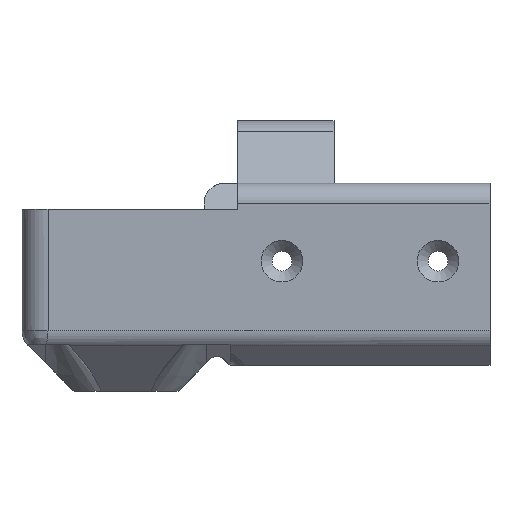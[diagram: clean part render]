
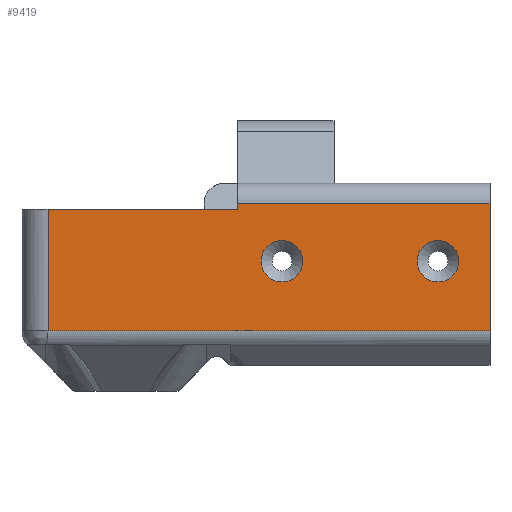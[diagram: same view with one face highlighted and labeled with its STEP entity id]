
A CAD part, left-side view. The second image highlights one B-rep face of the part: STEP entity #9419.
In plain terms, the highlighted planar face has unit normal (-1, 0, 0).
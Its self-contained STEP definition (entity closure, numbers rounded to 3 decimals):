
#72 = PLANE('',#73);
#73 = AXIS2_PLACEMENT_3D('',#74,#75,#76);
#74 = CARTESIAN_POINT('',(0.924,-1.933,0.));
#75 = DIRECTION('',(0.,0.,1.));
#76 = DIRECTION('',(1.,0.,0.));
#1168 = PLANE('',#1169);
#1169 = AXIS2_PLACEMENT_3D('',#1170,#1171,#1172);
#1170 = CARTESIAN_POINT('',(-7.393,-70.,-11.27));
#1171 = DIRECTION('',(0.,-1.,0.));
#1172 = DIRECTION('',(0.,0.,1.));
#1219 = PLANE('',#1220);
#1220 = AXIS2_PLACEMENT_3D('',#1221,#1222,#1223);
#1221 = CARTESIAN_POINT('',(4.422,-21.5,5.698));
#1222 = DIRECTION('',(0.,1.,0.));
#1223 = DIRECTION('',(0.,0.,-1.));
#1867 = VERTEX_POINT('',#1868);
#1868 = CARTESIAN_POINT('',(-20.,-21.5,0.));
#1889 = EDGE_CURVE('',#1890,#1867,#1892,.T.);
#1890 = VERTEX_POINT('',#1891);
#1891 = CARTESIAN_POINT('',(-20.,15.,0.));
#1892 = SURFACE_CURVE('',#1893,(#1897,#1904),.PCURVE_S1.);
#1893 = LINE('',#1894,#1895);
#1894 = CARTESIAN_POINT('',(-20.,20.,0.));
#1895 = VECTOR('',#1896,1.);
#1896 = DIRECTION('',(-0.,-1.,-0.));
#1897 = PCURVE('',#72,#1898);
#1898 = DEFINITIONAL_REPRESENTATION('',(#1899),#1903);
#1899 = LINE('',#1900,#1901);
#1900 = CARTESIAN_POINT('',(-20.924,21.933));
#1901 = VECTOR('',#1902,1.);
#1902 = DIRECTION('',(-0.,-1.));
#1903 = ( GEOMETRIC_REPRESENTATION_CONTEXT(2) 
PARAMETRIC_REPRESENTATION_CONTEXT() REPRESENTATION_CONTEXT('2D SPACE',''
  ) );
#1904 = PCURVE('',#1905,#1910);
#1905 = PLANE('',#1906);
#1906 = AXIS2_PLACEMENT_3D('',#1907,#1908,#1909);
#1907 = CARTESIAN_POINT('',(-20.,-25.151,-12.151));
#1908 = DIRECTION('',(-1.,-0.,-0.));
#1909 = DIRECTION('',(0.,0.,-1.));
#1910 = DEFINITIONAL_REPRESENTATION('',(#1911),#1915);
#1911 = LINE('',#1912,#1913);
#1912 = CARTESIAN_POINT('',(-12.151,-45.151));
#1913 = VECTOR('',#1914,1.);
#1914 = DIRECTION('',(-0.,1.));
#1915 = ( GEOMETRIC_REPRESENTATION_CONTEXT(2) 
PARAMETRIC_REPRESENTATION_CONTEXT() REPRESENTATION_CONTEXT('2D SPACE',''
  ) );
#1934 = CYLINDRICAL_SURFACE('',#1935,5.);
#1935 = AXIS2_PLACEMENT_3D('',#1936,#1937,#1938);
#1936 = CARTESIAN_POINT('',(-15.,15.,0.));
#1937 = DIRECTION('',(0.,0.,-1.));
#1938 = DIRECTION('',(0.,1.,0.));
#5756 = VERTEX_POINT('',#5757);
#5757 = CARTESIAN_POINT('',(-20.,-21.5,1.));
#5776 = CYLINDRICAL_SURFACE('',#5777,4.);
#5777 = AXIS2_PLACEMENT_3D('',#5778,#5779,#5780);
#5778 = CARTESIAN_POINT('',(-16.,-70.,1.));
#5779 = DIRECTION('',(0.,1.,0.));
#5780 = DIRECTION('',(0.,0.,1.));
#5788 = EDGE_CURVE('',#1867,#5756,#5789,.T.);
#5789 = SURFACE_CURVE('',#5790,(#5794,#5801),.PCURVE_S1.);
#5790 = LINE('',#5791,#5792);
#5791 = CARTESIAN_POINT('',(-20.,-21.5,-6.075));
#5792 = VECTOR('',#5793,1.);
#5793 = DIRECTION('',(0.,0.,1.));
#5794 = PCURVE('',#1219,#5795);
#5795 = DEFINITIONAL_REPRESENTATION('',(#5796),#5800);
#5796 = LINE('',#5797,#5798);
#5797 = CARTESIAN_POINT('',(11.774,24.422));
#5798 = VECTOR('',#5799,1.);
#5799 = DIRECTION('',(-1.,0.));
#5800 = ( GEOMETRIC_REPRESENTATION_CONTEXT(2) 
PARAMETRIC_REPRESENTATION_CONTEXT() REPRESENTATION_CONTEXT('2D SPACE',''
  ) );
#5801 = PCURVE('',#1905,#5802);
#5802 = DEFINITIONAL_REPRESENTATION('',(#5803),#5807);
#5803 = LINE('',#5804,#5805);
#5804 = CARTESIAN_POINT('',(-6.075,-3.651));
#5805 = VECTOR('',#5806,1.);
#5806 = DIRECTION('',(-1.,-0.));
#5807 = ( GEOMETRIC_REPRESENTATION_CONTEXT(2) 
PARAMETRIC_REPRESENTATION_CONTEXT() REPRESENTATION_CONTEXT('2D SPACE',''
  ) );
#6752 = VERTEX_POINT('',#6753);
#6753 = CARTESIAN_POINT('',(-20.,-70.,-23.343));
#6768 = CYLINDRICAL_SURFACE('',#6769,4.);
#6769 = AXIS2_PLACEMENT_3D('',#6770,#6771,#6772);
#6770 = CARTESIAN_POINT('',(-16.,-70.,-23.343));
#6771 = DIRECTION('',(0.,1.,0.));
#6772 = DIRECTION('',(-1.,-0.,-0.));
#6780 = EDGE_CURVE('',#6752,#6781,#6783,.T.);
#6781 = VERTEX_POINT('',#6782);
#6782 = CARTESIAN_POINT('',(-20.,-70.,1.));
#6783 = SURFACE_CURVE('',#6784,(#6788,#6795),.PCURVE_S1.);
#6784 = LINE('',#6785,#6786);
#6785 = CARTESIAN_POINT('',(-20.,-70.,-25.));
#6786 = VECTOR('',#6787,1.);
#6787 = DIRECTION('',(0.,0.,1.));
#6788 = PCURVE('',#1168,#6789);
#6789 = DEFINITIONAL_REPRESENTATION('',(#6790),#6794);
#6790 = LINE('',#6791,#6792);
#6791 = CARTESIAN_POINT('',(-13.73,12.607));
#6792 = VECTOR('',#6793,1.);
#6793 = DIRECTION('',(1.,-0.));
#6794 = ( GEOMETRIC_REPRESENTATION_CONTEXT(2) 
PARAMETRIC_REPRESENTATION_CONTEXT() REPRESENTATION_CONTEXT('2D SPACE',''
  ) );
#6795 = PCURVE('',#1905,#6796);
#6796 = DEFINITIONAL_REPRESENTATION('',(#6797),#6801);
#6797 = LINE('',#6798,#6799);
#6798 = CARTESIAN_POINT('',(12.849,44.849));
#6799 = VECTOR('',#6800,1.);
#6800 = DIRECTION('',(-1.,-0.));
#6801 = ( GEOMETRIC_REPRESENTATION_CONTEXT(2) 
PARAMETRIC_REPRESENTATION_CONTEXT() REPRESENTATION_CONTEXT('2D SPACE',''
  ) );
#9106 = EDGE_CURVE('',#1890,#9107,#9109,.T.);
#9107 = VERTEX_POINT('',#9108);
#9108 = CARTESIAN_POINT('',(-20.,15.,-23.343));
#9109 = SURFACE_CURVE('',#9110,(#9114,#9121),.PCURVE_S1.);
#9110 = LINE('',#9111,#9112);
#9111 = CARTESIAN_POINT('',(-20.,15.,0.));
#9112 = VECTOR('',#9113,1.);
#9113 = DIRECTION('',(0.,0.,-1.));
#9114 = PCURVE('',#1934,#9115);
#9115 = DEFINITIONAL_REPRESENTATION('',(#9116),#9120);
#9116 = LINE('',#9117,#9118);
#9117 = CARTESIAN_POINT('',(-1.571,0.));
#9118 = VECTOR('',#9119,1.);
#9119 = DIRECTION('',(-0.,1.));
#9120 = ( GEOMETRIC_REPRESENTATION_CONTEXT(2) 
PARAMETRIC_REPRESENTATION_CONTEXT() REPRESENTATION_CONTEXT('2D SPACE',''
  ) );
#9121 = PCURVE('',#1905,#9122);
#9122 = DEFINITIONAL_REPRESENTATION('',(#9123),#9127);
#9123 = LINE('',#9124,#9125);
#9124 = CARTESIAN_POINT('',(-12.151,-40.151));
#9125 = VECTOR('',#9126,1.);
#9126 = DIRECTION('',(1.,-0.));
#9127 = ( GEOMETRIC_REPRESENTATION_CONTEXT(2) 
PARAMETRIC_REPRESENTATION_CONTEXT() REPRESENTATION_CONTEXT('2D SPACE',''
  ) );
#9419 = ADVANCED_FACE('',(#9420,#9468,#9499),#1905,.T.);
#9420 = FACE_BOUND('',#9421,.F.);
#9421 = EDGE_LOOP('',(#9422,#9423,#9424,#9425,#9446,#9447));
#9422 = ORIENTED_EDGE('',*,*,#9106,.F.);
#9423 = ORIENTED_EDGE('',*,*,#1889,.T.);
#9424 = ORIENTED_EDGE('',*,*,#5788,.T.);
#9425 = ORIENTED_EDGE('',*,*,#9426,.F.);
#9426 = EDGE_CURVE('',#6781,#5756,#9427,.T.);
#9427 = SURFACE_CURVE('',#9428,(#9432,#9439),.PCURVE_S1.);
#9428 = LINE('',#9429,#9430);
#9429 = CARTESIAN_POINT('',(-20.,-70.,1.));
#9430 = VECTOR('',#9431,1.);
#9431 = DIRECTION('',(0.,1.,0.));
#9432 = PCURVE('',#1905,#9433);
#9433 = DEFINITIONAL_REPRESENTATION('',(#9434),#9438);
#9434 = LINE('',#9435,#9436);
#9435 = CARTESIAN_POINT('',(-13.151,44.849));
#9436 = VECTOR('',#9437,1.);
#9437 = DIRECTION('',(-0.,-1.));
#9438 = ( GEOMETRIC_REPRESENTATION_CONTEXT(2) 
PARAMETRIC_REPRESENTATION_CONTEXT() REPRESENTATION_CONTEXT('2D SPACE',''
  ) );
#9439 = PCURVE('',#5776,#9440);
#9440 = DEFINITIONAL_REPRESENTATION('',(#9441),#9445);
#9441 = LINE('',#9442,#9443);
#9442 = CARTESIAN_POINT('',(-1.571,0.));
#9443 = VECTOR('',#9444,1.);
#9444 = DIRECTION('',(-0.,1.));
#9445 = ( GEOMETRIC_REPRESENTATION_CONTEXT(2) 
PARAMETRIC_REPRESENTATION_CONTEXT() REPRESENTATION_CONTEXT('2D SPACE',''
  ) );
#9446 = ORIENTED_EDGE('',*,*,#6780,.F.);
#9447 = ORIENTED_EDGE('',*,*,#9448,.T.);
#9448 = EDGE_CURVE('',#6752,#9107,#9449,.T.);
#9449 = SURFACE_CURVE('',#9450,(#9454,#9461),.PCURVE_S1.);
#9450 = LINE('',#9451,#9452);
#9451 = CARTESIAN_POINT('',(-20.,-70.,-23.343));
#9452 = VECTOR('',#9453,1.);
#9453 = DIRECTION('',(0.,1.,0.));
#9454 = PCURVE('',#1905,#9455);
#9455 = DEFINITIONAL_REPRESENTATION('',(#9456),#9460);
#9456 = LINE('',#9457,#9458);
#9457 = CARTESIAN_POINT('',(11.192,44.849));
#9458 = VECTOR('',#9459,1.);
#9459 = DIRECTION('',(-0.,-1.));
#9460 = ( GEOMETRIC_REPRESENTATION_CONTEXT(2) 
PARAMETRIC_REPRESENTATION_CONTEXT() REPRESENTATION_CONTEXT('2D SPACE',''
  ) );
#9461 = PCURVE('',#6768,#9462);
#9462 = DEFINITIONAL_REPRESENTATION('',(#9463),#9467);
#9463 = LINE('',#9464,#9465);
#9464 = CARTESIAN_POINT('',(-0.,0.));
#9465 = VECTOR('',#9466,1.);
#9466 = DIRECTION('',(-0.,1.));
#9467 = ( GEOMETRIC_REPRESENTATION_CONTEXT(2) 
PARAMETRIC_REPRESENTATION_CONTEXT() REPRESENTATION_CONTEXT('2D SPACE',''
  ) );
#9468 = FACE_BOUND('',#9469,.F.);
#9469 = EDGE_LOOP('',(#9470));
#9470 = ORIENTED_EDGE('',*,*,#9471,.T.);
#9471 = EDGE_CURVE('',#9472,#9472,#9474,.T.);
#9472 = VERTEX_POINT('',#9473);
#9473 = CARTESIAN_POINT('',(-20.,-64.,-10.));
#9474 = SURFACE_CURVE('',#9475,(#9480,#9487),.PCURVE_S1.);
#9475 = CIRCLE('',#9476,4.);
#9476 = AXIS2_PLACEMENT_3D('',#9477,#9478,#9479);
#9477 = CARTESIAN_POINT('',(-20.,-60.,-10.));
#9478 = DIRECTION('',(-1.,0.,0.));
#9479 = DIRECTION('',(0.,-1.,0.));
#9480 = PCURVE('',#1905,#9481);
#9481 = DEFINITIONAL_REPRESENTATION('',(#9482),#9486);
#9482 = CIRCLE('',#9483,4.);
#9483 = AXIS2_PLACEMENT_2D('',#9484,#9485);
#9484 = CARTESIAN_POINT('',(-2.151,34.849));
#9485 = DIRECTION('',(-0.,1.));
#9486 = ( GEOMETRIC_REPRESENTATION_CONTEXT(2) 
PARAMETRIC_REPRESENTATION_CONTEXT() REPRESENTATION_CONTEXT('2D SPACE',''
  ) );
#9487 = PCURVE('',#9488,#9493);
#9488 = CONICAL_SURFACE('',#9489,4.,0.785);
#9489 = AXIS2_PLACEMENT_3D('',#9490,#9491,#9492);
#9490 = CARTESIAN_POINT('',(-20.,-60.,-10.));
#9491 = DIRECTION('',(-1.,0.,0.));
#9492 = DIRECTION('',(0.,-1.,0.));
#9493 = DEFINITIONAL_REPRESENTATION('',(#9494),#9498);
#9494 = LINE('',#9495,#9496);
#9495 = CARTESIAN_POINT('',(0.,-0.));
#9496 = VECTOR('',#9497,1.);
#9497 = DIRECTION('',(1.,-0.));
#9498 = ( GEOMETRIC_REPRESENTATION_CONTEXT(2) 
PARAMETRIC_REPRESENTATION_CONTEXT() REPRESENTATION_CONTEXT('2D SPACE',''
  ) );
#9499 = FACE_BOUND('',#9500,.F.);
#9500 = EDGE_LOOP('',(#9501));
#9501 = ORIENTED_EDGE('',*,*,#9502,.T.);
#9502 = EDGE_CURVE('',#9503,#9503,#9505,.T.);
#9503 = VERTEX_POINT('',#9504);
#9504 = CARTESIAN_POINT('',(-20.,-34.,-10.));
#9505 = SURFACE_CURVE('',#9506,(#9511,#9518),.PCURVE_S1.);
#9506 = CIRCLE('',#9507,4.);
#9507 = AXIS2_PLACEMENT_3D('',#9508,#9509,#9510);
#9508 = CARTESIAN_POINT('',(-20.,-30.,-10.));
#9509 = DIRECTION('',(-1.,0.,0.));
#9510 = DIRECTION('',(0.,-1.,0.));
#9511 = PCURVE('',#1905,#9512);
#9512 = DEFINITIONAL_REPRESENTATION('',(#9513),#9517);
#9513 = CIRCLE('',#9514,4.);
#9514 = AXIS2_PLACEMENT_2D('',#9515,#9516);
#9515 = CARTESIAN_POINT('',(-2.151,4.849));
#9516 = DIRECTION('',(-0.,1.));
#9517 = ( GEOMETRIC_REPRESENTATION_CONTEXT(2) 
PARAMETRIC_REPRESENTATION_CONTEXT() REPRESENTATION_CONTEXT('2D SPACE',''
  ) );
#9518 = PCURVE('',#9519,#9524);
#9519 = CONICAL_SURFACE('',#9520,4.,0.785);
#9520 = AXIS2_PLACEMENT_3D('',#9521,#9522,#9523);
#9521 = CARTESIAN_POINT('',(-20.,-30.,-10.));
#9522 = DIRECTION('',(-1.,0.,0.));
#9523 = DIRECTION('',(0.,-1.,0.));
#9524 = DEFINITIONAL_REPRESENTATION('',(#9525),#9529);
#9525 = LINE('',#9526,#9527);
#9526 = CARTESIAN_POINT('',(0.,-0.));
#9527 = VECTOR('',#9528,1.);
#9528 = DIRECTION('',(1.,-0.));
#9529 = ( GEOMETRIC_REPRESENTATION_CONTEXT(2) 
PARAMETRIC_REPRESENTATION_CONTEXT() REPRESENTATION_CONTEXT('2D SPACE',''
  ) );
